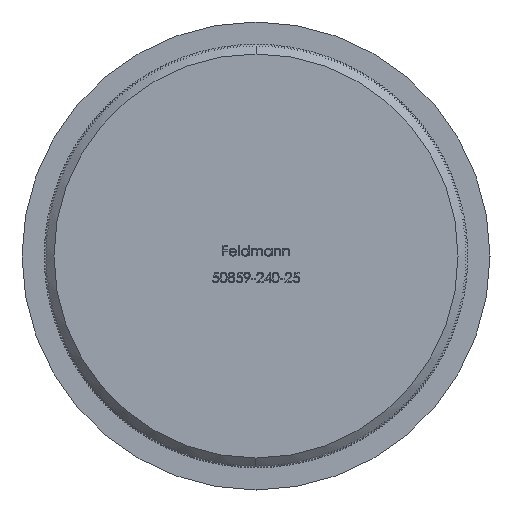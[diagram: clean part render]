
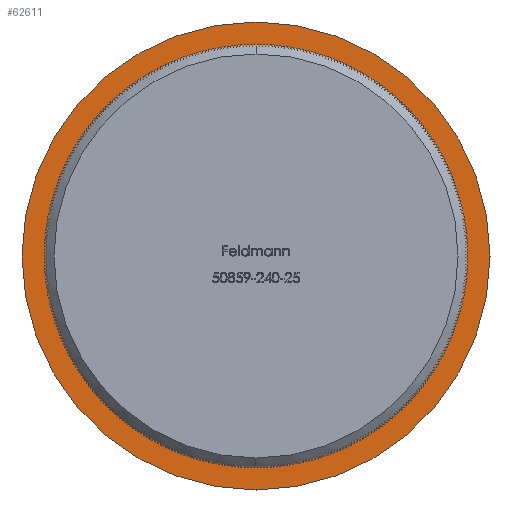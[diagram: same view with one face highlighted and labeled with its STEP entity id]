
A CAD part, front view. The second image highlights one B-rep face of the part: STEP entity #62611.
In plain terms, the highlighted planar face has unit normal (0, -1, 0).
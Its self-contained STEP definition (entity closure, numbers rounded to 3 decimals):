
#255 = ORIENTED_EDGE ( 'NONE', *, *, #8549, .T. ) ;
#550 = DIRECTION ( 'NONE',  ( 0., -1., 0. ) ) ;
#3049 = CIRCLE ( 'NONE', #64633, 24.15 ) ;
#4264 = VERTEX_POINT ( 'NONE', #15910 ) ;
#6068 = DIRECTION ( 'NONE',  ( 0., 0., -1. ) ) ;
#8239 = DIRECTION ( 'NONE',  ( 0., 0., -1. ) ) ;
#8549 = EDGE_CURVE ( 'NONE', #60965, #63438, #3049, .T. ) ;
#9942 = FACE_OUTER_BOUND ( 'NONE', #60298, .T. ) ;
#12842 = CARTESIAN_POINT ( 'NONE',  ( 24.15, 5., 0. ) ) ;
#15910 = CARTESIAN_POINT ( 'NONE',  ( 0., 5., -21.65 ) ) ;
#16742 = CARTESIAN_POINT ( 'NONE',  ( 0., 5., 0. ) ) ;
#17343 = CIRCLE ( 'NONE', #63780, 21.65 ) ;
#18645 = ORIENTED_EDGE ( 'NONE', *, *, #31975, .F. ) ;
#18844 = ORIENTED_EDGE ( 'NONE', *, *, #57248, .T. ) ;
#21262 = CARTESIAN_POINT ( 'NONE',  ( 0., 5., 24.15 ) ) ;
#23856 = CARTESIAN_POINT ( 'NONE',  ( 0., 5., 0. ) ) ;
#24740 = CARTESIAN_POINT ( 'NONE',  ( 0., 5., -24.15 ) ) ;
#25559 = EDGE_LOOP ( 'NONE', ( #18645, #31748 ) ) ;
#28004 = PLANE ( 'NONE',  #44572 ) ;
#29379 = DIRECTION ( 'NONE',  ( 0., -1., 0. ) ) ;
#31748 = ORIENTED_EDGE ( 'NONE', *, *, #59466, .F. ) ;
#31921 = DIRECTION ( 'NONE',  ( 0., 0., -1. ) ) ;
#31975 = EDGE_CURVE ( 'NONE', #4264, #58802, #39641, .T. ) ;
#32231 = DIRECTION ( 'NONE',  ( 0., 0., -1. ) ) ;
#33600 = FACE_BOUND ( 'NONE', #25559, .T. ) ;
#33717 = CARTESIAN_POINT ( 'NONE',  ( 0., 5., 21.65 ) ) ;
#34242 = DIRECTION ( 'NONE',  ( 0., 0., -1. ) ) ;
#34552 = CIRCLE ( 'NONE', #45627, 24.15 ) ;
#35596 = CARTESIAN_POINT ( 'NONE',  ( 0., 5., 0. ) ) ;
#37984 = DIRECTION ( 'NONE',  ( 0., -1., 0. ) ) ;
#39641 = CIRCLE ( 'NONE', #44048, 21.65 ) ;
#44048 = AXIS2_PLACEMENT_3D ( 'NONE', #63418, #37984, #8239 ) ;
#44572 = AXIS2_PLACEMENT_3D ( 'NONE', #12842, #48044, #32231 ) ;
#45627 = AXIS2_PLACEMENT_3D ( 'NONE', #16742, #62001, #31921 ) ;
#48044 = DIRECTION ( 'NONE',  ( 0., -1., 0. ) ) ;
#57248 = EDGE_CURVE ( 'NONE', #63438, #60965, #34552, .T. ) ;
#58802 = VERTEX_POINT ( 'NONE', #33717 ) ;
#59466 = EDGE_CURVE ( 'NONE', #58802, #4264, #17343, .T. ) ;
#60298 = EDGE_LOOP ( 'NONE', ( #255, #18844 ) ) ;
#60965 = VERTEX_POINT ( 'NONE', #24740 ) ;
#62001 = DIRECTION ( 'NONE',  ( 0., -1., 0. ) ) ;
#62611 = ADVANCED_FACE ( 'NONE', ( #33600, #9942 ), #28004, .T. ) ;
#63418 = CARTESIAN_POINT ( 'NONE',  ( 0., 5., 0. ) ) ;
#63438 = VERTEX_POINT ( 'NONE', #21262 ) ;
#63780 = AXIS2_PLACEMENT_3D ( 'NONE', #35596, #550, #6068 ) ;
#64633 = AXIS2_PLACEMENT_3D ( 'NONE', #23856, #29379, #34242 ) ;
